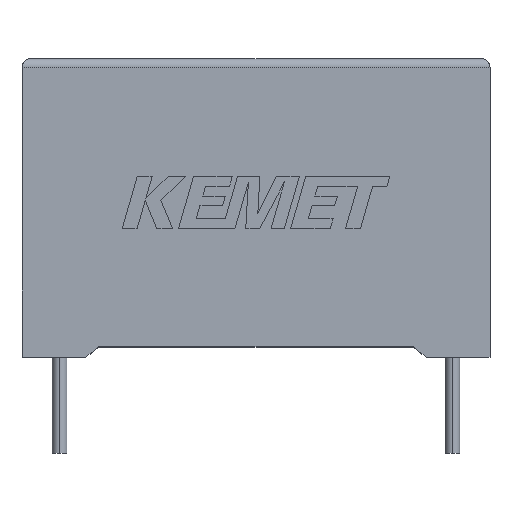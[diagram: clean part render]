
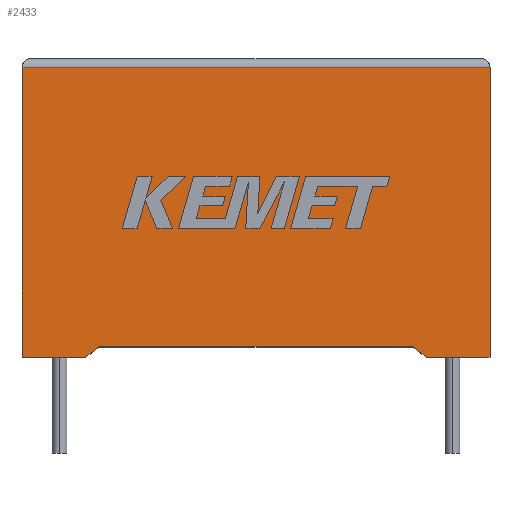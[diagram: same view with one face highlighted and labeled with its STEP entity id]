
A CAD part, top view. The second image highlights one B-rep face of the part: STEP entity #2433.
In plain terms, the highlighted planar face has unit normal (0, 0, 1).
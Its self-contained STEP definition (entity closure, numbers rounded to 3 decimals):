
#36 = CARTESIAN_POINT ( 'NONE',  ( 4.394, 0.59, 8.7 ) ) ;
#49 = VERTEX_POINT ( 'NONE', #836 ) ;
#63 = ORIENTED_EDGE ( 'NONE', *, *, #1507, .T. ) ;
#72 = DIRECTION ( 'NONE',  ( 0.784, -0.621, 0. ) ) ;
#88 = VERTEX_POINT ( 'NONE', #2798 ) ;
#102 = VECTOR ( 'NONE', #72, 1000. ) ;
#153 = DIRECTION ( 'NONE',  ( 0., 0., -1. ) ) ;
#188 = LINE ( 'NONE', #1122, #782 ) ;
#421 = CARTESIAN_POINT ( 'NONE',  ( 0., 0., 8.7 ) ) ;
#435 = DIRECTION ( 'NONE',  ( -0.784, -0.621, 0. ) ) ;
#467 = ORIENTED_EDGE ( 'NONE', *, *, #1216, .T. ) ;
#505 = CARTESIAN_POINT ( 'NONE',  ( 0., 16.6, 8.7 ) ) ;
#593 = EDGE_LOOP ( 'NONE', ( #1260, #467, #923, #63, #2136, #920, #2561, #734 ) ) ;
#635 = CARTESIAN_POINT ( 'NONE',  ( 13.4, 0.59, 8.7 ) ) ;
#685 = LINE ( 'NONE', #421, #1046 ) ;
#694 = LINE ( 'NONE', #2239, #2501 ) ;
#722 = CARTESIAN_POINT ( 'NONE',  ( 23.15, 0., 8.7 ) ) ;
#734 = ORIENTED_EDGE ( 'NONE', *, *, #984, .T. ) ;
#782 = VECTOR ( 'NONE', #908, 1000. ) ;
#814 = LINE ( 'NONE', #1768, #2669 ) ;
#832 = VECTOR ( 'NONE', #2289, 1000. ) ;
#836 = CARTESIAN_POINT ( 'NONE',  ( 22.406, 0.59, 8.7 ) ) ;
#843 = AXIS2_PLACEMENT_3D ( 'NONE', #1114, #153, #1099 ) ;
#893 = EDGE_CURVE ( 'NONE', #88, #1403, #814, .T. ) ;
#908 = DIRECTION ( 'NONE',  ( 1., 0., 0. ) ) ;
#920 = ORIENTED_EDGE ( 'NONE', *, *, #945, .F. ) ;
#922 = EDGE_CURVE ( 'NONE', #2746, #2719, #2788, .T. ) ;
#923 = ORIENTED_EDGE ( 'NONE', *, *, #1563, .T. ) ;
#945 = EDGE_CURVE ( 'NONE', #49, #2746, #1139, .T. ) ;
#984 = EDGE_CURVE ( 'NONE', #1434, #88, #188, .T. ) ;
#1046 = VECTOR ( 'NONE', #2290, 1000. ) ;
#1078 = DIRECTION ( 'NONE',  ( 0., 1., 0. ) ) ;
#1099 = DIRECTION ( 'NONE',  ( -1., 0., 0. ) ) ;
#1114 = CARTESIAN_POINT ( 'NONE',  ( 0., 0., 8.7 ) ) ;
#1122 = CARTESIAN_POINT ( 'NONE',  ( 0., 0., 8.7 ) ) ;
#1139 = LINE ( 'NONE', #635, #832 ) ;
#1182 = CARTESIAN_POINT ( 'NONE',  ( 0., 0., 8.7 ) ) ;
#1201 = VECTOR ( 'NONE', #1908, 1000. ) ;
#1216 = EDGE_CURVE ( 'NONE', #1403, #1604, #694, .T. ) ;
#1219 = CARTESIAN_POINT ( 'NONE',  ( 3.65, 0., 8.7 ) ) ;
#1260 = ORIENTED_EDGE ( 'NONE', *, *, #893, .T. ) ;
#1356 = FACE_OUTER_BOUND ( 'NONE', #593, .T. ) ;
#1403 = VERTEX_POINT ( 'NONE', #2695 ) ;
#1434 = VERTEX_POINT ( 'NONE', #2447 ) ;
#1507 = EDGE_CURVE ( 'NONE', #2909, #2719, #685, .T. ) ;
#1529 = EDGE_CURVE ( 'NONE', #49, #1434, #2375, .T. ) ;
#1553 = CARTESIAN_POINT ( 'NONE',  ( 3.65, 0., 8.7 ) ) ;
#1563 = EDGE_CURVE ( 'NONE', #1604, #2909, #1888, .T. ) ;
#1604 = VERTEX_POINT ( 'NONE', #505 ) ;
#1681 = CARTESIAN_POINT ( 'NONE',  ( 0., 0., 8.7 ) ) ;
#1768 = CARTESIAN_POINT ( 'NONE',  ( 26.8, 0., 8.7 ) ) ;
#1888 = LINE ( 'NONE', #1681, #1201 ) ;
#1908 = DIRECTION ( 'NONE',  ( 0., -1., 0. ) ) ;
#2100 = VECTOR ( 'NONE', #435, 1000. ) ;
#2136 = ORIENTED_EDGE ( 'NONE', *, *, #922, .F. ) ;
#2239 = CARTESIAN_POINT ( 'NONE',  ( 0., 16.6, 8.7 ) ) ;
#2251 = PLANE ( 'NONE',  #843 ) ;
#2289 = DIRECTION ( 'NONE',  ( -1., 0., 0. ) ) ;
#2290 = DIRECTION ( 'NONE',  ( 1., 0., 0. ) ) ;
#2375 = LINE ( 'NONE', #722, #102 ) ;
#2433 = ADVANCED_FACE ( 'NONE', ( #1356 ), #2251, .F. ) ;
#2447 = CARTESIAN_POINT ( 'NONE',  ( 23.15, 0., 8.7 ) ) ;
#2501 = VECTOR ( 'NONE', #2731, 1000. ) ;
#2561 = ORIENTED_EDGE ( 'NONE', *, *, #1529, .T. ) ;
#2669 = VECTOR ( 'NONE', #1078, 1000. ) ;
#2695 = CARTESIAN_POINT ( 'NONE',  ( 26.8, 16.6, 8.7 ) ) ;
#2719 = VERTEX_POINT ( 'NONE', #1219 ) ;
#2731 = DIRECTION ( 'NONE',  ( -1., 0., 0. ) ) ;
#2746 = VERTEX_POINT ( 'NONE', #36 ) ;
#2788 = LINE ( 'NONE', #1553, #2100 ) ;
#2798 = CARTESIAN_POINT ( 'NONE',  ( 26.8, 0., 8.7 ) ) ;
#2909 = VERTEX_POINT ( 'NONE', #1182 ) ;
